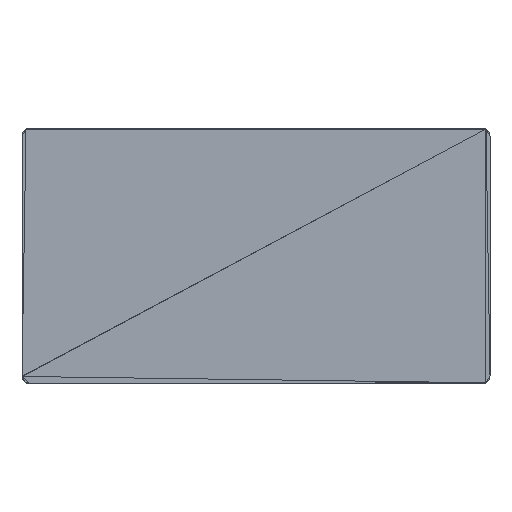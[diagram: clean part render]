
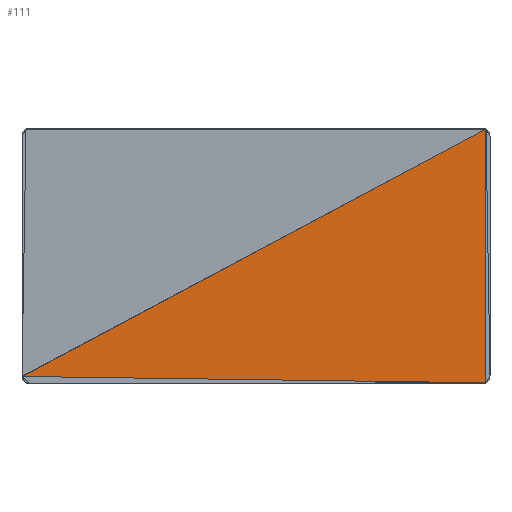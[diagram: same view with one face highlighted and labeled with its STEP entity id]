
A CAD part, left-side view. The second image highlights one B-rep face of the part: STEP entity #111.
In plain terms, the highlighted planar face has unit normal (-1, 0, 0).
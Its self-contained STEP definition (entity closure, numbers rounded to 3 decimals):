
#22 = VERTEX_POINT('',#23);
#23 = CARTESIAN_POINT('',(4.45,5.486,70.303)
  );
#32 = VERTEX_POINT('',#33);
#33 = CARTESIAN_POINT('',(4.45,125.546,6.324)
  );
#39 = EDGE_CURVE('',#32,#22,#40,.T.);
#40 = LINE('',#41,#42);
#41 = CARTESIAN_POINT('',(4.45,125.546,6.324)
  );
#42 = VECTOR('',#43,1.);
#43 = DIRECTION('',(0.,-0.883,0.47));
#53 = EDGE_CURVE('',#22,#54,#56,.T.);
#54 = VERTEX_POINT('',#55);
#55 = CARTESIAN_POINT('',(4.45,5.486,4.697)
  );
#56 = LINE('',#57,#58);
#57 = CARTESIAN_POINT('',(4.45,5.486,70.303)
  );
#58 = VECTOR('',#59,1.);
#59 = DIRECTION('',(0.,0.,-1.));
#111 = ADVANCED_FACE('',(#112),#122,.T.);
#112 = FACE_BOUND('',#113,.T.);
#113 = EDGE_LOOP('',(#114,#115,#121));
#114 = ORIENTED_EDGE('',*,*,#39,.F.);
#115 = ORIENTED_EDGE('',*,*,#116,.T.);
#116 = EDGE_CURVE('',#32,#54,#117,.T.);
#117 = LINE('',#118,#119);
#118 = CARTESIAN_POINT('',(4.45,125.546,6.324
    ));
#119 = VECTOR('',#120,1.);
#120 = DIRECTION('',(0.,-1.,-0.014));
#121 = ORIENTED_EDGE('',*,*,#53,.F.);
#122 = PLANE('',#123);
#123 = AXIS2_PLACEMENT_3D('',#124,#125,#126);
#124 = CARTESIAN_POINT('',(4.45,53.275,25.905)
  );
#125 = DIRECTION('',(-1.,-0.,-0.));
#126 = DIRECTION('',(0.,0.,-1.));
